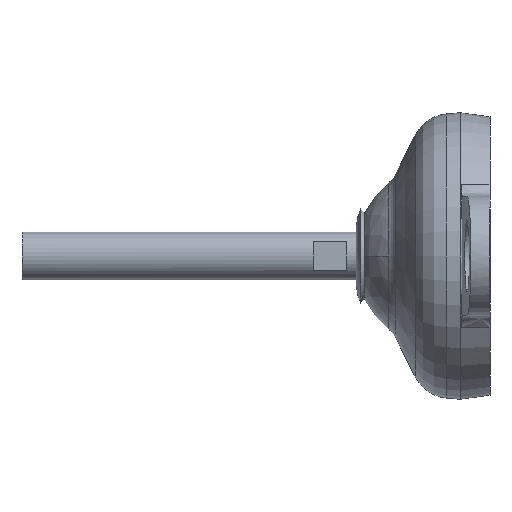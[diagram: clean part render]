
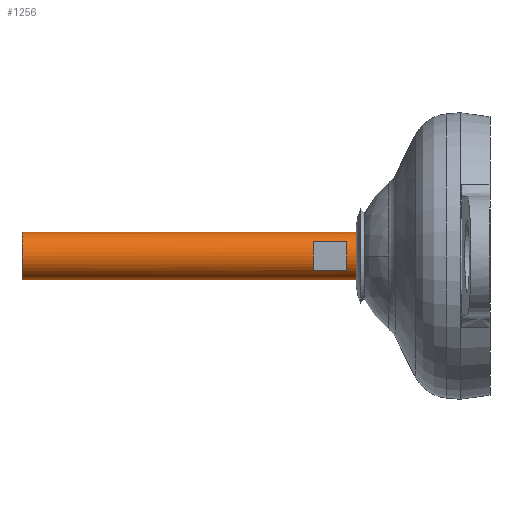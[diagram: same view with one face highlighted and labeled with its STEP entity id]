
A CAD part, left-side view. The second image highlights one B-rep face of the part: STEP entity #1256.
In plain terms, the highlighted cylindrical face has radius 5 mm (diameter 10 mm), a partial arc.
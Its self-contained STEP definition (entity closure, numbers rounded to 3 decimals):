
#21 = ORIENTED_EDGE ( 'NONE', *, *, #810, .T. ) ;
#42 = ORIENTED_EDGE ( 'NONE', *, *, #1268, .F. ) ;
#44 = CARTESIAN_POINT ( 'NONE',  ( 0., 98., -5. ) ) ;
#67 = CARTESIAN_POINT ( 'NONE',  ( -4., 0., -3. ) ) ;
#68 = AXIS2_PLACEMENT_3D ( 'NONE', #1145, #116, #1659 ) ;
#96 = CIRCLE ( 'NONE', #68, 5. ) ;
#110 = CIRCLE ( 'NONE', #1085, 5. ) ;
#111 = VECTOR ( 'NONE', #1600, 1000. ) ;
#116 = DIRECTION ( 'NONE',  ( 0., -1., 0. ) ) ;
#123 = CYLINDRICAL_SURFACE ( 'NONE', #1359, 5. ) ;
#151 = VERTEX_POINT ( 'NONE', #1544 ) ;
#160 = VERTEX_POINT ( 'NONE', #804 ) ;
#169 = AXIS2_PLACEMENT_3D ( 'NONE', #1363, #729, #837 ) ;
#171 = DIRECTION ( 'NONE',  ( 0., 1., 0. ) ) ;
#180 = LINE ( 'NONE', #1224, #111 ) ;
#193 = CIRCLE ( 'NONE', #333, 5. ) ;
#255 = ORIENTED_EDGE ( 'NONE', *, *, #370, .T. ) ;
#280 = ORIENTED_EDGE ( 'NONE', *, *, #832, .T. ) ;
#282 = EDGE_CURVE ( 'NONE', #1471, #151, #732, .T. ) ;
#310 = LINE ( 'NONE', #67, #1010 ) ;
#333 = AXIS2_PLACEMENT_3D ( 'NONE', #976, #1621, #1076 ) ;
#356 = ORIENTED_EDGE ( 'NONE', *, *, #1108, .F. ) ;
#370 = EDGE_CURVE ( 'NONE', #1507, #151, #180, .T. ) ;
#456 = DIRECTION ( 'NONE',  ( 0., -1., 0. ) ) ;
#495 = LINE ( 'NONE', #1001, #1018 ) ;
#503 = CARTESIAN_POINT ( 'NONE',  ( 0., 0., 0. ) ) ;
#574 = VERTEX_POINT ( 'NONE', #800 ) ;
#589 = DIRECTION ( 'NONE',  ( 0., 1., 0. ) ) ;
#646 = CARTESIAN_POINT ( 'NONE',  ( -4., 30., 3. ) ) ;
#648 = ORIENTED_EDGE ( 'NONE', *, *, #745, .T. ) ;
#654 = VERTEX_POINT ( 'NONE', #646 ) ;
#729 = DIRECTION ( 'NONE',  ( 0., -1., 0. ) ) ;
#732 = CIRCLE ( 'NONE', #945, 5. ) ;
#744 = CARTESIAN_POINT ( 'NONE',  ( -4., 0., 3. ) ) ;
#745 = EDGE_CURVE ( 'NONE', #654, #1532, #193, .T. ) ;
#800 = CARTESIAN_POINT ( 'NONE',  ( -4., 37., 3. ) ) ;
#804 = CARTESIAN_POINT ( 'NONE',  ( 0., 98., 5. ) ) ;
#808 = EDGE_LOOP ( 'NONE', ( #280, #21, #1388, #648 ) ) ;
#810 = EDGE_CURVE ( 'NONE', #1394, #574, #110, .T. ) ;
#829 = DIRECTION ( 'NONE',  ( 0., 0., -1. ) ) ;
#832 = EDGE_CURVE ( 'NONE', #1532, #1394, #310, .T. ) ;
#837 = DIRECTION ( 'NONE',  ( 0., 0., -1. ) ) ;
#861 = EDGE_CURVE ( 'NONE', #574, #654, #987, .T. ) ;
#945 = AXIS2_PLACEMENT_3D ( 'NONE', #1211, #456, #829 ) ;
#961 = CARTESIAN_POINT ( 'NONE',  ( -4., 30., -3. ) ) ;
#976 = CARTESIAN_POINT ( 'NONE',  ( 0., 30., 0. ) ) ;
#987 = LINE ( 'NONE', #744, #1423 ) ;
#1001 = CARTESIAN_POINT ( 'NONE',  ( 0., 0., 5. ) ) ;
#1003 = DIRECTION ( 'NONE',  ( 0., -1., 0. ) ) ;
#1010 = VECTOR ( 'NONE', #589, 1000. ) ;
#1018 = VECTOR ( 'NONE', #1383, 1000. ) ;
#1074 = CARTESIAN_POINT ( 'NONE',  ( -5., 28., 0. ) ) ;
#1076 = DIRECTION ( 'NONE',  ( 0., 0., -1. ) ) ;
#1085 = AXIS2_PLACEMENT_3D ( 'NONE', #1091, #171, #1460 ) ;
#1091 = CARTESIAN_POINT ( 'NONE',  ( 0., 37., 0. ) ) ;
#1108 = EDGE_CURVE ( 'NONE', #1116, #1471, #1251, .T. ) ;
#1116 = VERTEX_POINT ( 'NONE', #1119 ) ;
#1119 = CARTESIAN_POINT ( 'NONE',  ( 0., 28., 5. ) ) ;
#1137 = DIRECTION ( 'NONE',  ( 0., -1., 0. ) ) ;
#1145 = CARTESIAN_POINT ( 'NONE',  ( 0., 98., 0. ) ) ;
#1211 = CARTESIAN_POINT ( 'NONE',  ( 0., 28., 0. ) ) ;
#1224 = CARTESIAN_POINT ( 'NONE',  ( 0., 0., -5. ) ) ;
#1251 = CIRCLE ( 'NONE', #169, 5. ) ;
#1252 = DIRECTION ( 'NONE',  ( 0., 0., -1. ) ) ;
#1256 = ADVANCED_FACE ( 'NONE', ( #1270, #1278 ), #123, .T. ) ;
#1264 = EDGE_CURVE ( 'NONE', #160, #1507, #96, .T. ) ;
#1268 = EDGE_CURVE ( 'NONE', #160, #1116, #495, .T. ) ;
#1270 = FACE_OUTER_BOUND ( 'NONE', #1331, .T. ) ;
#1278 = FACE_BOUND ( 'NONE', #808, .T. ) ;
#1316 = CARTESIAN_POINT ( 'NONE',  ( -4., 37., -3. ) ) ;
#1331 = EDGE_LOOP ( 'NONE', ( #42, #1367, #255, #1602, #356 ) ) ;
#1359 = AXIS2_PLACEMENT_3D ( 'NONE', #503, #1137, #1252 ) ;
#1363 = CARTESIAN_POINT ( 'NONE',  ( 0., 28., 0. ) ) ;
#1367 = ORIENTED_EDGE ( 'NONE', *, *, #1264, .T. ) ;
#1383 = DIRECTION ( 'NONE',  ( 0., -1., 0. ) ) ;
#1388 = ORIENTED_EDGE ( 'NONE', *, *, #861, .T. ) ;
#1394 = VERTEX_POINT ( 'NONE', #1316 ) ;
#1423 = VECTOR ( 'NONE', #1003, 1000. ) ;
#1460 = DIRECTION ( 'NONE',  ( 0., 0., 1. ) ) ;
#1471 = VERTEX_POINT ( 'NONE', #1074 ) ;
#1507 = VERTEX_POINT ( 'NONE', #44 ) ;
#1532 = VERTEX_POINT ( 'NONE', #961 ) ;
#1544 = CARTESIAN_POINT ( 'NONE',  ( 0., 28., -5. ) ) ;
#1600 = DIRECTION ( 'NONE',  ( 0., -1., 0. ) ) ;
#1602 = ORIENTED_EDGE ( 'NONE', *, *, #282, .F. ) ;
#1621 = DIRECTION ( 'NONE',  ( 0., -1., 0. ) ) ;
#1659 = DIRECTION ( 'NONE',  ( 0., 0., -1. ) ) ;
